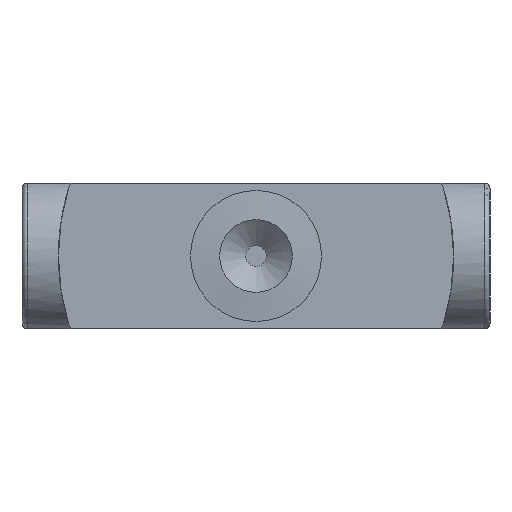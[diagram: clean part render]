
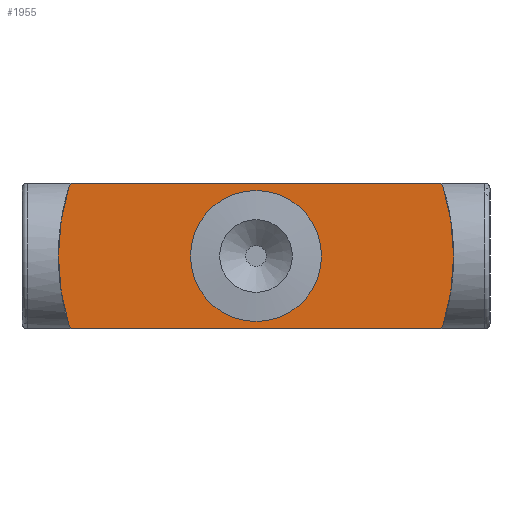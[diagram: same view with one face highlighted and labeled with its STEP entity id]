
A CAD part, left-side view. The second image highlights one B-rep face of the part: STEP entity #1955.
In plain terms, the highlighted planar face has unit normal (-1, 0, 0).
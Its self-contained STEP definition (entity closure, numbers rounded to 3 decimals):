
#39=PLANE('',#2086);
#83=CIRCLE('',#2052,0.5);
#84=CIRCLE('',#2054,22.);
#85=CIRCLE('',#2056,0.5);
#89=CIRCLE('',#2064,0.5);
#91=CIRCLE('',#2068,0.5);
#93=CIRCLE('',#2072,22.);
#104=CIRCLE('',#2087,6.3);
#331=ORIENTED_EDGE('',*,*,#652,.F.);
#332=ORIENTED_EDGE('',*,*,#624,.F.);
#333=ORIENTED_EDGE('',*,*,#631,.F.);
#334=ORIENTED_EDGE('',*,*,#627,.F.);
#335=ORIENTED_EDGE('',*,*,#593,.F.);
#336=ORIENTED_EDGE('',*,*,#611,.F.);
#337=ORIENTED_EDGE('',*,*,#609,.F.);
#338=ORIENTED_EDGE('',*,*,#607,.F.);
#339=ORIENTED_EDGE('',*,*,#577,.F.);
#577=EDGE_CURVE('',#760,#761,#869,.T.);
#593=EDGE_CURVE('',#769,#770,#879,.T.);
#607=EDGE_CURVE('',#761,#778,#83,.T.);
#609=EDGE_CURVE('',#778,#779,#84,.T.);
#611=EDGE_CURVE('',#779,#769,#85,.T.);
#624=EDGE_CURVE('',#786,#760,#89,.T.);
#627=EDGE_CURVE('',#770,#788,#91,.T.);
#631=EDGE_CURVE('',#788,#786,#93,.T.);
#652=EDGE_CURVE('',#809,#809,#104,.F.);
#760=VERTEX_POINT('',#2731);
#761=VERTEX_POINT('',#2733);
#769=VERTEX_POINT('',#2757);
#770=VERTEX_POINT('',#2759);
#778=VERTEX_POINT('',#2788);
#779=VERTEX_POINT('',#2792);
#786=VERTEX_POINT('',#2856);
#788=VERTEX_POINT('',#2864);
#809=VERTEX_POINT('',#2916);
#869=LINE('',#2732,#965);
#879=LINE('',#2758,#975);
#965=VECTOR('',#2223,1000.);
#975=VECTOR('',#2247,1000.);
#1084=EDGE_LOOP('',(#331));
#1085=EDGE_LOOP('',(#332,#333,#334,#335,#336,#337,#338,#339));
#1202=FACE_BOUND('',#1084,.T.);
#1203=FACE_BOUND('',#1085,.T.);
#1955=ADVANCED_FACE('',(#1202,#1203),#39,.F.);
#2052=AXIS2_PLACEMENT_3D('',#2787,#2278,#2279);
#2054=AXIS2_PLACEMENT_3D('',#2791,#2283,#2284);
#2056=AXIS2_PLACEMENT_3D('',#2795,#2288,#2289);
#2064=AXIS2_PLACEMENT_3D('',#2857,#2305,#2306);
#2068=AXIS2_PLACEMENT_3D('',#2863,#2314,#2315);
#2072=AXIS2_PLACEMENT_3D('',#2871,#2324,#2325);
#2086=AXIS2_PLACEMENT_3D('',#2914,#2362,#2363);
#2087=AXIS2_PLACEMENT_3D('',#2915,#2364,#2365);
#2223=DIRECTION('',(0.,-1.,0.));
#2247=DIRECTION('',(0.,1.,0.));
#2278=DIRECTION('',(1.,0.,0.));
#2279=DIRECTION('',(0.,0.,-1.));
#2283=DIRECTION('',(1.,0.,0.));
#2284=DIRECTION('',(0.,0.,-1.));
#2288=DIRECTION('',(1.,0.,0.));
#2289=DIRECTION('',(0.,0.,-1.));
#2305=DIRECTION('',(1.,0.,0.));
#2306=DIRECTION('',(0.,0.,-1.));
#2314=DIRECTION('',(1.,0.,0.));
#2315=DIRECTION('',(0.,0.,-1.));
#2324=DIRECTION('',(1.,0.,0.));
#2325=DIRECTION('',(0.,0.,-1.));
#2362=DIRECTION('',(1.,0.,0.));
#2363=DIRECTION('',(0.,0.,-1.));
#2364=DIRECTION('',(1.,0.,0.));
#2365=DIRECTION('',(0.,0.,-1.));
#2731=CARTESIAN_POINT('',(0.,36.494,7.));
#2732=CARTESIAN_POINT('',(0.,36.494,7.));
#2733=CARTESIAN_POINT('',(0.,1.506,7.));
#2757=CARTESIAN_POINT('',(0.,1.506,-7.));
#2758=CARTESIAN_POINT('',(0.,1.506,-7.));
#2759=CARTESIAN_POINT('',(0.,36.494,-7.));
#2787=CARTESIAN_POINT('',(0.,1.506,6.5));
#2788=CARTESIAN_POINT('',(0.,1.029,6.651));
#2791=CARTESIAN_POINT('',(0.,22.,0.));
#2792=CARTESIAN_POINT('',(0.,1.029,-6.651));
#2795=CARTESIAN_POINT('',(0.,1.506,-6.5));
#2856=CARTESIAN_POINT('',(0.,36.971,6.651));
#2857=CARTESIAN_POINT('',(0.,36.494,6.5));
#2863=CARTESIAN_POINT('',(0.,36.494,-6.5));
#2864=CARTESIAN_POINT('',(0.,36.971,-6.651));
#2871=CARTESIAN_POINT('',(0.,16.,0.));
#2914=CARTESIAN_POINT('',(0.,36.494,6.5));
#2915=CARTESIAN_POINT('',(0.,19.,0.));
#2916=CARTESIAN_POINT('',(0.,19.,-6.3));
